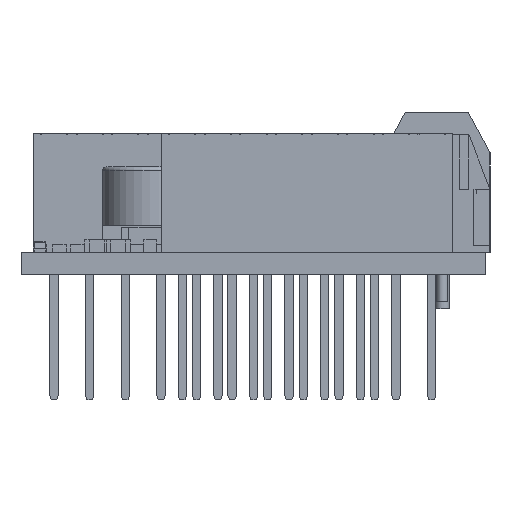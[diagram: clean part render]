
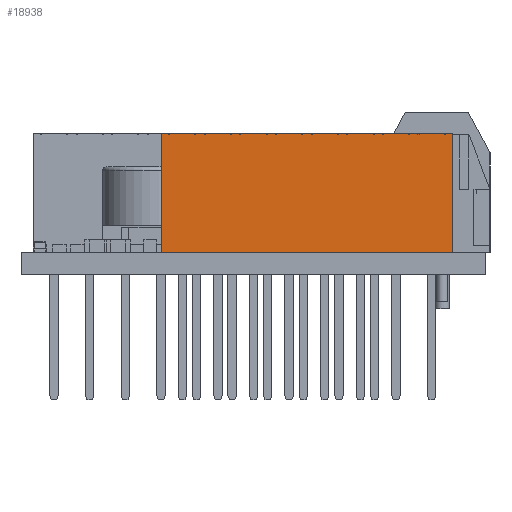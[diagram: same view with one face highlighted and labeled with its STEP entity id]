
A CAD part, front view. The second image highlights one B-rep face of the part: STEP entity #18938.
In plain terms, the highlighted planar face has unit normal (0, -1, 0).
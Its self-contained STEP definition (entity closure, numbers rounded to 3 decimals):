
#59 = CARTESIAN_POINT ( 'NONE',  ( 9.96, 0.324, 1.575 ) ) ;
#2684 = EDGE_CURVE ( 'NONE', #119495, #76602, #126368, .T. ) ;
#3191 = CARTESIAN_POINT ( 'NONE',  ( 33.02, 0.324, 10.075 ) ) ;
#8270 = EDGE_LOOP ( 'NONE', ( #71293, #42604, #29731, #102413 ) ) ;
#18811 = VECTOR ( 'NONE', #30106, 1000. ) ;
#18938 = ADVANCED_FACE ( 'NONE', ( #118516 ), #45477, .T. ) ;
#19677 = DIRECTION ( 'NONE',  ( 0., 0., -1. ) ) ;
#20509 = VECTOR ( 'NONE', #84575, 1000. ) ;
#22089 = AXIS2_PLACEMENT_3D ( 'NONE', #3191, #34888, #119889 ) ;
#29731 = ORIENTED_EDGE ( 'NONE', *, *, #2684, .T. ) ;
#30106 = DIRECTION ( 'NONE',  ( -1., 0., 0. ) ) ;
#34888 = DIRECTION ( 'NONE',  ( 0., -1., 0. ) ) ;
#39304 = CARTESIAN_POINT ( 'NONE',  ( 33.02, 0.324, 10.075 ) ) ;
#39540 = CARTESIAN_POINT ( 'NONE',  ( 33.02, 0.324, 1.575 ) ) ;
#40942 = LINE ( 'NONE', #39540, #79033 ) ;
#41104 = CARTESIAN_POINT ( 'NONE',  ( 30.68, 0.324, 1.575 ) ) ;
#42604 = ORIENTED_EDGE ( 'NONE', *, *, #112333, .F. ) ;
#45477 = PLANE ( 'NONE',  #22089 ) ;
#62136 = LINE ( 'NONE', #41104, #20509 ) ;
#64266 = CARTESIAN_POINT ( 'NONE',  ( 30.68, 0.324, 1.575 ) ) ;
#71293 = ORIENTED_EDGE ( 'NONE', *, *, #112666, .F. ) ;
#72423 = CARTESIAN_POINT ( 'NONE',  ( 9.96, 0.324, 10.66 ) ) ;
#73885 = DIRECTION ( 'NONE',  ( -1., 0., 0. ) ) ;
#76602 = VERTEX_POINT ( 'NONE', #114312 ) ;
#79033 = VECTOR ( 'NONE', #73885, 1000. ) ;
#80284 = CARTESIAN_POINT ( 'NONE',  ( 30.68, 0.324, 10.075 ) ) ;
#80795 = VERTEX_POINT ( 'NONE', #64266 ) ;
#81690 = EDGE_CURVE ( 'NONE', #76602, #105672, #103398, .T. ) ;
#84575 = DIRECTION ( 'NONE',  ( 0., 0., -1. ) ) ;
#100667 = VECTOR ( 'NONE', #19677, 1000. ) ;
#102413 = ORIENTED_EDGE ( 'NONE', *, *, #81690, .T. ) ;
#103398 = LINE ( 'NONE', #72423, #100667 ) ;
#105672 = VERTEX_POINT ( 'NONE', #59 ) ;
#112333 = EDGE_CURVE ( 'NONE', #119495, #80795, #62136, .T. ) ;
#112666 = EDGE_CURVE ( 'NONE', #80795, #105672, #40942, .T. ) ;
#114312 = CARTESIAN_POINT ( 'NONE',  ( 9.96, 0.324, 10.075 ) ) ;
#118516 = FACE_OUTER_BOUND ( 'NONE', #8270, .T. ) ;
#119495 = VERTEX_POINT ( 'NONE', #80284 ) ;
#119889 = DIRECTION ( 'NONE',  ( 0., 0., -1. ) ) ;
#126368 = LINE ( 'NONE', #39304, #18811 ) ;
